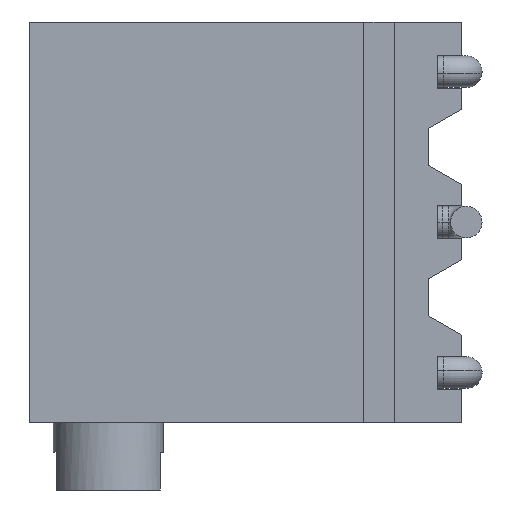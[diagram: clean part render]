
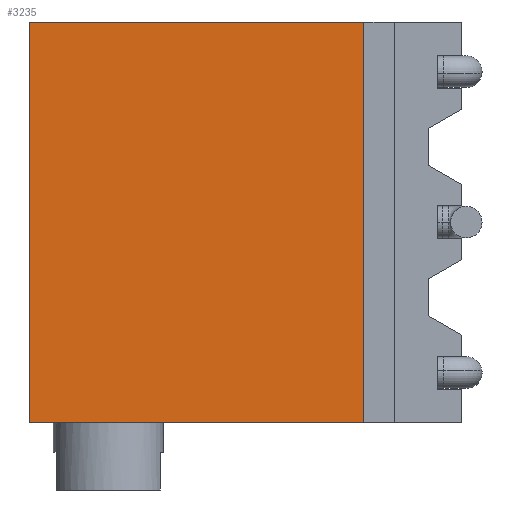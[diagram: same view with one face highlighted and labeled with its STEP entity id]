
A CAD part, front view. The second image highlights one B-rep face of the part: STEP entity #3235.
In plain terms, the highlighted planar face has unit normal (0, -1, 0).
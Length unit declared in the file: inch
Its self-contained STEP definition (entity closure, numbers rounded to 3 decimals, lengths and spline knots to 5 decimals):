
#1091=DIRECTION('',(0.,0.,-1.));
#1092=VECTOR('',#1091,0.266);
#1093=CARTESIAN_POINT('',(-0.02,0.,0.023));
#1094=LINE('',#1093,#1092);
#1095=DIRECTION('',(-1.,0.,0.));
#1096=VECTOR('',#1095,0.222);
#1097=CARTESIAN_POINT('',(-0.02,0.,-0.243));
#1098=LINE('',#1097,#1096);
#1099=DIRECTION('',(0.,0.,1.));
#1100=VECTOR('',#1099,0.266);
#1101=CARTESIAN_POINT('',(-0.242,0.,-0.243));
#1102=LINE('',#1101,#1100);
#1103=DIRECTION('',(1.,0.,0.));
#1104=VECTOR('',#1103,0.222);
#1105=CARTESIAN_POINT('',(-0.242,0.,0.023));
#1106=LINE('',#1105,#1104);
#1408=CARTESIAN_POINT('',(-0.242,0.,-0.243));
#1409=CARTESIAN_POINT('',(-0.242,0.,0.023));
#1410=VERTEX_POINT('',#1408);
#1411=VERTEX_POINT('',#1409);
#1434=CARTESIAN_POINT('',(-0.02,0.,0.023));
#1435=CARTESIAN_POINT('',(-0.02,0.,-0.243));
#1436=VERTEX_POINT('',#1434);
#1437=VERTEX_POINT('',#1435);
#3223=CARTESIAN_POINT('',(0.,0.,0.));
#3224=DIRECTION('',(0.,1.,0.));
#3225=DIRECTION('',(1.,0.,0.));
#3226=AXIS2_PLACEMENT_3D('',#3223,#3224,#3225);
#3227=PLANE('',#3226);
#3228=ORIENTED_EDGE('',*,*,#3215,.T.);
#3229=ORIENTED_EDGE('',*,*,#3147,.T.);
#3231=ORIENTED_EDGE('',*,*,#3230,.T.);
#3232=ORIENTED_EDGE('',*,*,#3199,.T.);
#3233=EDGE_LOOP('',(#3228,#3229,#3231,#3232));
#3234=FACE_OUTER_BOUND('',#3233,.F.);
#3235=ADVANCED_FACE('',(#3234),#3227,.F.);
#3147=EDGE_CURVE('',#1437,#1410,#1098,.T.);
#3199=EDGE_CURVE('',#1411,#1436,#1106,.T.);
#3215=EDGE_CURVE('',#1436,#1437,#1094,.T.);
#3230=EDGE_CURVE('',#1410,#1411,#1102,.T.);
